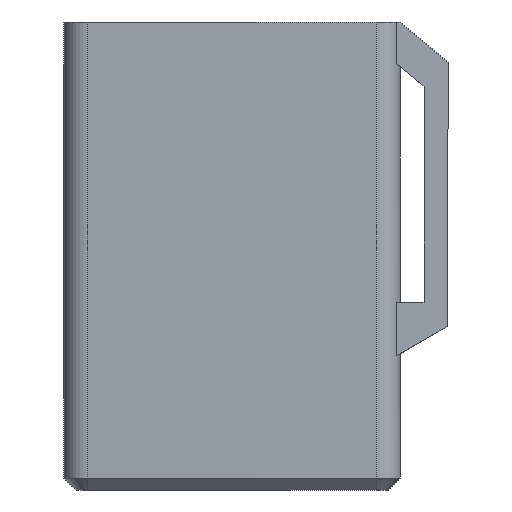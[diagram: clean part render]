
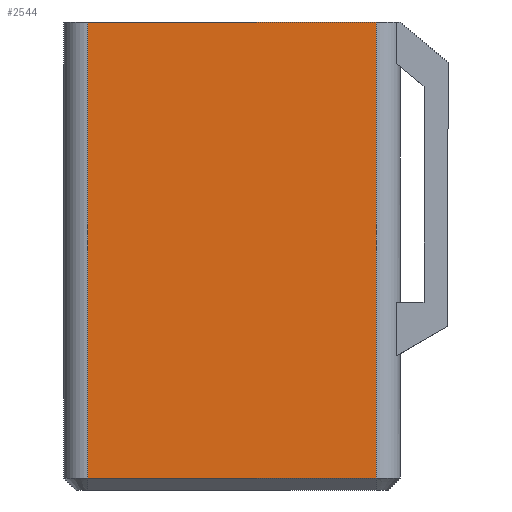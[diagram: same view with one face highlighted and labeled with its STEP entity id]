
A CAD part, left-side view. The second image highlights one B-rep face of the part: STEP entity #2544.
In plain terms, the highlighted planar face has unit normal (-1, 0, 0).
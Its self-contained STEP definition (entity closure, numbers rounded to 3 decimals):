
#164=PLANE('',#2699);
#287=FACE_OUTER_BOUND('',#425,.T.);
#425=EDGE_LOOP('',(#2414,#2415,#2416,#2417));
#448=LINE('',#3366,#779);
#485=LINE('',#3461,#816);
#512=LINE('',#3524,#843);
#519=LINE('',#3543,#850);
#779=VECTOR('',#2726,10.);
#816=VECTOR('',#2803,10.);
#843=VECTOR('',#2844,10.);
#850=VECTOR('',#2859,10.);
#1109=VERTEX_POINT('',#3357);
#1111=VERTEX_POINT('',#3364);
#1148=VERTEX_POINT('',#3458);
#1149=VERTEX_POINT('',#3460);
#1347=EDGE_CURVE('',#1111,#1109,#448,.T.);
#1394=EDGE_CURVE('',#1148,#1149,#485,.T.);
#1426=EDGE_CURVE('',#1109,#1148,#512,.T.);
#1436=EDGE_CURVE('',#1149,#1111,#519,.T.);
#2414=ORIENTED_EDGE('',*,*,#1347,.F.);
#2415=ORIENTED_EDGE('',*,*,#1436,.F.);
#2416=ORIENTED_EDGE('',*,*,#1394,.F.);
#2417=ORIENTED_EDGE('',*,*,#1426,.F.);
#2544=ADVANCED_FACE('',(#287),#164,.T.);
#2699=AXIS2_PLACEMENT_3D('',#4056,#3337,#3338);
#2726=DIRECTION('',(0.,1.,0.));
#2803=DIRECTION('',(0.,-1.,0.));
#2844=DIRECTION('',(0.,0.,1.));
#2859=DIRECTION('',(0.,0.,-1.));
#3337=DIRECTION('center_axis',(-1.,0.,0.));
#3338=DIRECTION('ref_axis',(0.,-1.,0.));
#3357=CARTESIAN_POINT('',(0.,52.,-1.));
#3364=CARTESIAN_POINT('',(0.,4.,-1.));
#3366=CARTESIAN_POINT('',(0.,42.,-1.));
#3458=CARTESIAN_POINT('',(0.,52.,75.));
#3460=CARTESIAN_POINT('',(0.,4.,75.));
#3461=CARTESIAN_POINT('',(0.,54.,75.));
#3524=CARTESIAN_POINT('',(0.,52.,0.));
#3543=CARTESIAN_POINT('',(0.,4.,0.));
#4056=CARTESIAN_POINT('Origin',(0.,56.,0.));
